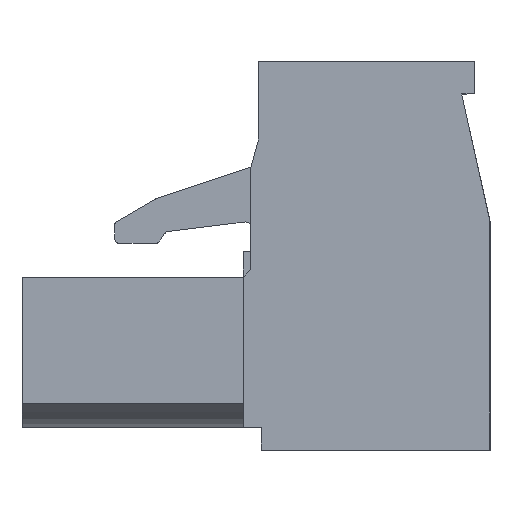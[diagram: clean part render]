
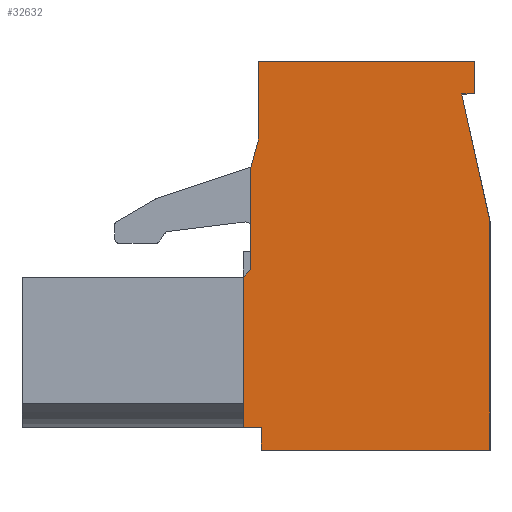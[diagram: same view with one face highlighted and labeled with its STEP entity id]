
A CAD part, left-side view. The second image highlights one B-rep face of the part: STEP entity #32632.
In plain terms, the highlighted planar face has unit normal (-1, 0, 0).
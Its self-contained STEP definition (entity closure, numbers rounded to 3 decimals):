
#5793=ORIENTED_EDGE('',*,*,#12582,.F.);
#5794=ORIENTED_EDGE('',*,*,#11233,.F.);
#5795=ORIENTED_EDGE('',*,*,#11891,.F.);
#5796=ORIENTED_EDGE('',*,*,#10808,.F.);
#5797=ORIENTED_EDGE('',*,*,#11877,.F.);
#5798=ORIENTED_EDGE('',*,*,#11289,.F.);
#5799=ORIENTED_EDGE('',*,*,#10904,.F.);
#5800=ORIENTED_EDGE('',*,*,#11878,.F.);
#5801=ORIENTED_EDGE('',*,*,#10744,.F.);
#5802=ORIENTED_EDGE('',*,*,#11882,.F.);
#5803=ORIENTED_EDGE('',*,*,#11885,.F.);
#5804=ORIENTED_EDGE('',*,*,#10082,.F.);
#5805=ORIENTED_EDGE('',*,*,#11922,.F.);
#10082=EDGE_CURVE('',#14687,#14688,#17725,.T.);
#10744=EDGE_CURVE('',#15264,#15265,#18330,.T.);
#10808=EDGE_CURVE('',#15328,#15329,#18394,.T.);
#10904=EDGE_CURVE('',#15410,#15411,#18489,.T.);
#11233=EDGE_CURVE('',#15723,#15724,#18757,.T.);
#11289=EDGE_CURVE('',#15411,#15771,#18812,.T.);
#11877=EDGE_CURVE('',#15771,#15328,#19343,.T.);
#11878=EDGE_CURVE('',#15265,#15410,#19344,.T.);
#11882=EDGE_CURVE('',#16183,#15264,#19348,.T.);
#11885=EDGE_CURVE('',#14688,#16183,#19351,.T.);
#11891=EDGE_CURVE('',#15329,#15723,#19357,.T.);
#11922=EDGE_CURVE('',#16195,#14687,#19386,.T.);
#12582=EDGE_CURVE('',#15724,#16195,#19958,.T.);
#14687=VERTEX_POINT('',#44588);
#14688=VERTEX_POINT('',#44590);
#15264=VERTEX_POINT('',#45915);
#15265=VERTEX_POINT('',#45917);
#15328=VERTEX_POINT('',#46044);
#15329=VERTEX_POINT('',#46046);
#15410=VERTEX_POINT('',#46223);
#15411=VERTEX_POINT('',#46225);
#15723=VERTEX_POINT('',#46870);
#15724=VERTEX_POINT('',#46872);
#15771=VERTEX_POINT('',#46984);
#16183=VERTEX_POINT('',#48134);
#16195=VERTEX_POINT('',#48212);
#17725=LINE('',#44589,#21897);
#18330=LINE('',#45916,#22502);
#18394=LINE('',#46045,#22566);
#18489=LINE('',#46224,#22661);
#18757=LINE('',#46871,#22929);
#18812=LINE('',#46983,#22984);
#19343=LINE('',#48124,#23515);
#19344=LINE('',#48126,#23516);
#19348=LINE('',#48135,#23520);
#19351=LINE('',#48140,#23523);
#19357=LINE('',#48149,#23529);
#19386=LINE('',#48213,#23558);
#19958=LINE('',#49658,#24130);
#21897=VECTOR('',#35971,1000.);
#22502=VECTOR('',#36866,1000.);
#22566=VECTOR('',#36932,1000.);
#22661=VECTOR('',#37031,1000.);
#22929=VECTOR('',#37431,1000.);
#22984=VECTOR('',#37506,1000.);
#23515=VECTOR('',#38439,1000.);
#23516=VECTOR('',#38442,1000.);
#23520=VECTOR('',#38448,1000.);
#23523=VECTOR('',#38453,1000.);
#23529=VECTOR('',#38463,1000.);
#23558=VECTOR('',#38542,1000.);
#24130=VECTOR('',#40436,1000.);
#27172=EDGE_LOOP('',(#5793,#5794,#5795,#5796,#5797,#5798,#5799,#5800,#5801,
#5802,#5803,#5804,#5805));
#29245=FACE_BOUND('',#27172,.T.);
#30966=PLANE('',#34911);
#32632=ADVANCED_FACE('',(#29245),#30966,.F.);
#34911=AXIS2_PLACEMENT_3D('',#49792,#40598,#40599);
#35971=DIRECTION('',(0.,0.,1.));
#36866=DIRECTION('',(0.,-1.,0.));
#36932=DIRECTION('',(0.,1.,0.));
#37031=DIRECTION('',(0.,1.,0.));
#37431=DIRECTION('',(0.,1.,0.));
#37506=DIRECTION('',(0.,-0.217,-0.976));
#38439=DIRECTION('',(0.,0.,-1.));
#38442=DIRECTION('',(0.,0.,-1.));
#38448=DIRECTION('',(0.,0.,1.));
#38453=DIRECTION('',(0.,-0.263,0.965));
#38463=DIRECTION('',(0.,0.,1.));
#38542=DIRECTION('',(0.,-0.707,0.707));
#40436=DIRECTION('',(0.,0.,1.));
#40598=DIRECTION('',(1.,0.,0.));
#40599=DIRECTION('',(0.,0.,-1.));
#44588=CARTESIAN_POINT('',(-38.2,4.85,2.575));
#44589=CARTESIAN_POINT('',(-38.2,4.85,6.55));
#44590=CARTESIAN_POINT('',(-38.2,4.85,6.55));
#45915=CARTESIAN_POINT('',(-38.2,4.55,10.65));
#45916=CARTESIAN_POINT('',(-38.2,-3.85,10.65));
#45917=CARTESIAN_POINT('',(-38.2,-3.85,10.65));
#46044=CARTESIAN_POINT('',(-38.2,-4.45,-4.45));
#46045=CARTESIAN_POINT('',(-38.2,4.45,-4.45));
#46046=CARTESIAN_POINT('',(-38.2,4.45,-4.45));
#46223=CARTESIAN_POINT('',(-38.2,-3.85,9.4));
#46224=CARTESIAN_POINT('',(-38.2,-3.35,9.4));
#46225=CARTESIAN_POINT('',(-38.2,-3.35,9.4));
#46870=CARTESIAN_POINT('',(-38.2,4.45,-3.575));
#46871=CARTESIAN_POINT('',(-38.2,5.15,-3.575));
#46872=CARTESIAN_POINT('',(-38.2,5.15,-3.575));
#46983=CARTESIAN_POINT('',(-38.2,-3.35,9.4));
#46984=CARTESIAN_POINT('',(-38.2,-4.45,4.45));
#48124=CARTESIAN_POINT('',(-38.2,-4.45,-4.45));
#48126=CARTESIAN_POINT('',(-38.2,-3.85,9.4));
#48134=CARTESIAN_POINT('',(-38.2,4.55,7.65));
#48135=CARTESIAN_POINT('',(-38.2,4.55,10.65));
#48140=CARTESIAN_POINT('',(-38.2,4.55,7.65));
#48149=CARTESIAN_POINT('',(-38.2,4.45,-3.575));
#48212=CARTESIAN_POINT('',(-38.2,5.15,2.275));
#48213=CARTESIAN_POINT('',(-38.2,5.15,2.275));
#49658=CARTESIAN_POINT('',(-38.2,5.15,2.275));
#49792=CARTESIAN_POINT('',(-38.2,0.,0.));
